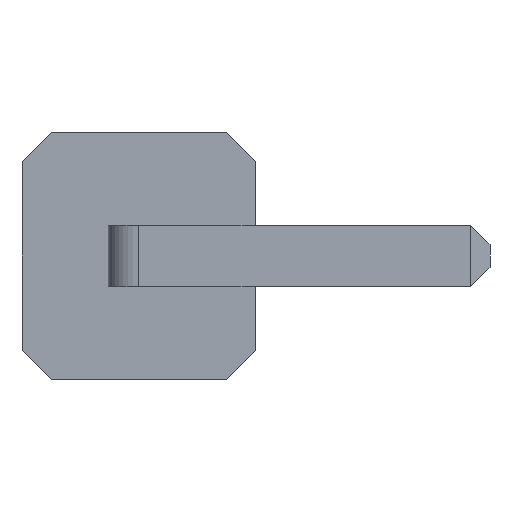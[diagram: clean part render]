
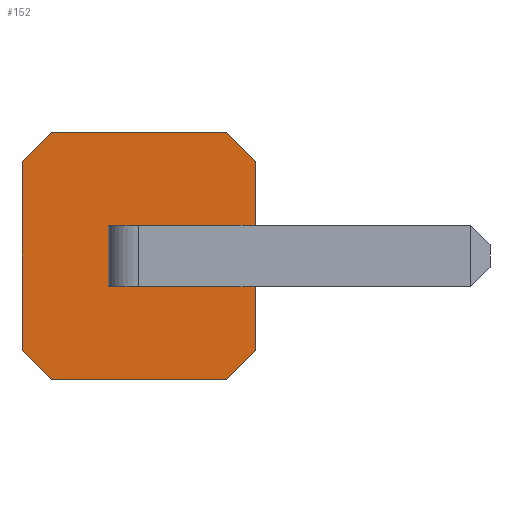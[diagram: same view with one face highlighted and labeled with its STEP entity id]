
A CAD part, left-side view. The second image highlights one B-rep face of the part: STEP entity #152.
In plain terms, the highlighted face is planar.
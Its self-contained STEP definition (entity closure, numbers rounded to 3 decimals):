
#36 = EDGE_CURVE('',#37,#39,#41,.T.);
#37 = VERTEX_POINT('',#38);
#38 = CARTESIAN_POINT('',(-0.9,1.27,0.));
#39 = VERTEX_POINT('',#40);
#40 = CARTESIAN_POINT('',(0.9,1.27,0.));
#41 = SURFACE_CURVE('',#42,(#46,#58),.PCURVE_S1.);
#42 = LINE('',#43,#44);
#43 = CARTESIAN_POINT('',(-1.2,1.27,0.));
#44 = VECTOR('',#45,1.);
#45 = DIRECTION('',(1.,0.,0.));
#46 = PCURVE('',#47,#52);
#47 = PLANE('',#48);
#48 = AXIS2_PLACEMENT_3D('',#49,#50,#51);
#49 = CARTESIAN_POINT('',(-1.2,1.27,0.));
#50 = DIRECTION('',(0.,1.,0.));
#51 = DIRECTION('',(1.,0.,0.));
#52 = DEFINITIONAL_REPRESENTATION('',(#53),#57);
#53 = LINE('',#54,#55);
#54 = CARTESIAN_POINT('',(0.,0.));
#55 = VECTOR('',#56,1.);
#56 = DIRECTION('',(1.,0.));
#57 = ( GEOMETRIC_REPRESENTATION_CONTEXT(2) 
PARAMETRIC_REPRESENTATION_CONTEXT() REPRESENTATION_CONTEXT('2D SPACE',''
  ) );
#58 = PCURVE('',#59,#64);
#59 = PLANE('',#60);
#60 = AXIS2_PLACEMENT_3D('',#61,#62,#63);
#61 = CARTESIAN_POINT('',(-1.2,1.27,0.));
#62 = DIRECTION('',(0.,0.,1.));
#63 = DIRECTION('',(1.,0.,0.));
#64 = DEFINITIONAL_REPRESENTATION('',(#65),#69);
#65 = LINE('',#66,#67);
#66 = CARTESIAN_POINT('',(0.,0.));
#67 = VECTOR('',#68,1.);
#68 = DIRECTION('',(1.,0.));
#69 = ( GEOMETRIC_REPRESENTATION_CONTEXT(2) 
PARAMETRIC_REPRESENTATION_CONTEXT() REPRESENTATION_CONTEXT('2D SPACE',''
  ) );
#87 = PLANE('',#88);
#88 = AXIS2_PLACEMENT_3D('',#89,#90,#91);
#89 = CARTESIAN_POINT('',(-1.05,1.12,0.));
#90 = DIRECTION('',(-0.707,0.707,0.));
#91 = DIRECTION('',(0.,0.,-1.));
#141 = PLANE('',#142);
#142 = AXIS2_PLACEMENT_3D('',#143,#144,#145);
#143 = CARTESIAN_POINT('',(1.05,1.12,0.));
#144 = DIRECTION('',(0.707,0.707,0.)
  );
#145 = DIRECTION('',(0.,0.,1.));
#152 = ADVANCED_FACE('',(#153),#59,.F.);
#153 = FACE_BOUND('',#154,.F.);
#154 = EDGE_LOOP('',(#155,#156,#179,#207,#235,#263,#291,#319));
#155 = ORIENTED_EDGE('',*,*,#36,.F.);
#156 = ORIENTED_EDGE('',*,*,#157,.T.);
#157 = EDGE_CURVE('',#37,#158,#160,.T.);
#158 = VERTEX_POINT('',#159);
#159 = CARTESIAN_POINT('',(-1.2,0.97,0.));
#160 = SURFACE_CURVE('',#161,(#165,#172),.PCURVE_S1.);
#161 = LINE('',#162,#163);
#162 = CARTESIAN_POINT('',(-1.05,1.12,0.));
#163 = VECTOR('',#164,1.);
#164 = DIRECTION('',(-0.707,-0.707,0.
    ));
#165 = PCURVE('',#59,#166);
#166 = DEFINITIONAL_REPRESENTATION('',(#167),#171);
#167 = LINE('',#168,#169);
#168 = CARTESIAN_POINT('',(0.15,-0.15));
#169 = VECTOR('',#170,1.);
#170 = DIRECTION('',(-0.707,-0.707));
#171 = ( GEOMETRIC_REPRESENTATION_CONTEXT(2) 
PARAMETRIC_REPRESENTATION_CONTEXT() REPRESENTATION_CONTEXT('2D SPACE',''
  ) );
#172 = PCURVE('',#87,#173);
#173 = DEFINITIONAL_REPRESENTATION('',(#174),#178);
#174 = LINE('',#175,#176);
#175 = CARTESIAN_POINT('',(0.,0.));
#176 = VECTOR('',#177,1.);
#177 = DIRECTION('',(0.,1.));
#178 = ( GEOMETRIC_REPRESENTATION_CONTEXT(2) 
PARAMETRIC_REPRESENTATION_CONTEXT() REPRESENTATION_CONTEXT('2D SPACE',''
  ) );
#179 = ORIENTED_EDGE('',*,*,#180,.F.);
#180 = EDGE_CURVE('',#181,#158,#183,.T.);
#181 = VERTEX_POINT('',#182);
#182 = CARTESIAN_POINT('',(-1.2,-0.97,0.));
#183 = SURFACE_CURVE('',#184,(#188,#195),.PCURVE_S1.);
#184 = LINE('',#185,#186);
#185 = CARTESIAN_POINT('',(-1.2,-1.27,0.));
#186 = VECTOR('',#187,1.);
#187 = DIRECTION('',(0.,1.,0.));
#188 = PCURVE('',#59,#189);
#189 = DEFINITIONAL_REPRESENTATION('',(#190),#194);
#190 = LINE('',#191,#192);
#191 = CARTESIAN_POINT('',(0.,-2.54));
#192 = VECTOR('',#193,1.);
#193 = DIRECTION('',(0.,1.));
#194 = ( GEOMETRIC_REPRESENTATION_CONTEXT(2) 
PARAMETRIC_REPRESENTATION_CONTEXT() REPRESENTATION_CONTEXT('2D SPACE',''
  ) );
#195 = PCURVE('',#196,#201);
#196 = PLANE('',#197);
#197 = AXIS2_PLACEMENT_3D('',#198,#199,#200);
#198 = CARTESIAN_POINT('',(-1.2,-1.27,0.));
#199 = DIRECTION('',(-1.,0.,0.));
#200 = DIRECTION('',(0.,1.,0.));
#201 = DEFINITIONAL_REPRESENTATION('',(#202),#206);
#202 = LINE('',#203,#204);
#203 = CARTESIAN_POINT('',(0.,0.));
#204 = VECTOR('',#205,1.);
#205 = DIRECTION('',(1.,0.));
#206 = ( GEOMETRIC_REPRESENTATION_CONTEXT(2) 
PARAMETRIC_REPRESENTATION_CONTEXT() REPRESENTATION_CONTEXT('2D SPACE',''
  ) );
#207 = ORIENTED_EDGE('',*,*,#208,.F.);
#208 = EDGE_CURVE('',#209,#181,#211,.T.);
#209 = VERTEX_POINT('',#210);
#210 = CARTESIAN_POINT('',(-0.9,-1.27,0.));
#211 = SURFACE_CURVE('',#212,(#216,#223),.PCURVE_S1.);
#212 = LINE('',#213,#214);
#213 = CARTESIAN_POINT('',(-1.685,-0.485,0.));
#214 = VECTOR('',#215,1.);
#215 = DIRECTION('',(-0.707,0.707,0.)
  );
#216 = PCURVE('',#59,#217);
#217 = DEFINITIONAL_REPRESENTATION('',(#218),#222);
#218 = LINE('',#219,#220);
#219 = CARTESIAN_POINT('',(-0.485,-1.755));
#220 = VECTOR('',#221,1.);
#221 = DIRECTION('',(-0.707,0.707));
#222 = ( GEOMETRIC_REPRESENTATION_CONTEXT(2) 
PARAMETRIC_REPRESENTATION_CONTEXT() REPRESENTATION_CONTEXT('2D SPACE',''
  ) );
#223 = PCURVE('',#224,#229);
#224 = PLANE('',#225);
#225 = AXIS2_PLACEMENT_3D('',#226,#227,#228);
#226 = CARTESIAN_POINT('',(-1.05,-1.12,0.));
#227 = DIRECTION('',(-0.707,-0.707,0.)
  );
#228 = DIRECTION('',(0.,0.,1.));
#229 = DEFINITIONAL_REPRESENTATION('',(#230),#234);
#230 = LINE('',#231,#232);
#231 = CARTESIAN_POINT('',(0.,0.898));
#232 = VECTOR('',#233,1.);
#233 = DIRECTION('',(0.,1.));
#234 = ( GEOMETRIC_REPRESENTATION_CONTEXT(2) 
PARAMETRIC_REPRESENTATION_CONTEXT() REPRESENTATION_CONTEXT('2D SPACE',''
  ) );
#235 = ORIENTED_EDGE('',*,*,#236,.F.);
#236 = EDGE_CURVE('',#237,#209,#239,.T.);
#237 = VERTEX_POINT('',#238);
#238 = CARTESIAN_POINT('',(0.9,-1.27,0.));
#239 = SURFACE_CURVE('',#240,(#244,#251),.PCURVE_S1.);
#240 = LINE('',#241,#242);
#241 = CARTESIAN_POINT('',(1.2,-1.27,0.));
#242 = VECTOR('',#243,1.);
#243 = DIRECTION('',(-1.,0.,0.));
#244 = PCURVE('',#59,#245);
#245 = DEFINITIONAL_REPRESENTATION('',(#246),#250);
#246 = LINE('',#247,#248);
#247 = CARTESIAN_POINT('',(2.4,-2.54));
#248 = VECTOR('',#249,1.);
#249 = DIRECTION('',(-1.,0.));
#250 = ( GEOMETRIC_REPRESENTATION_CONTEXT(2) 
PARAMETRIC_REPRESENTATION_CONTEXT() REPRESENTATION_CONTEXT('2D SPACE',''
  ) );
#251 = PCURVE('',#252,#257);
#252 = PLANE('',#253);
#253 = AXIS2_PLACEMENT_3D('',#254,#255,#256);
#254 = CARTESIAN_POINT('',(1.2,-1.27,0.));
#255 = DIRECTION('',(0.,-1.,0.));
#256 = DIRECTION('',(-1.,0.,0.));
#257 = DEFINITIONAL_REPRESENTATION('',(#258),#262);
#258 = LINE('',#259,#260);
#259 = CARTESIAN_POINT('',(0.,0.));
#260 = VECTOR('',#261,1.);
#261 = DIRECTION('',(1.,0.));
#262 = ( GEOMETRIC_REPRESENTATION_CONTEXT(2) 
PARAMETRIC_REPRESENTATION_CONTEXT() REPRESENTATION_CONTEXT('2D SPACE',''
  ) );
#263 = ORIENTED_EDGE('',*,*,#264,.F.);
#264 = EDGE_CURVE('',#265,#237,#267,.T.);
#265 = VERTEX_POINT('',#266);
#266 = CARTESIAN_POINT('',(1.2,-0.97,0.));
#267 = SURFACE_CURVE('',#268,(#272,#279),.PCURVE_S1.);
#268 = LINE('',#269,#270);
#269 = CARTESIAN_POINT('',(1.085,-1.085,0.));
#270 = VECTOR('',#271,1.);
#271 = DIRECTION('',(-0.707,-0.707,0.
    ));
#272 = PCURVE('',#59,#273);
#273 = DEFINITIONAL_REPRESENTATION('',(#274),#278);
#274 = LINE('',#275,#276);
#275 = CARTESIAN_POINT('',(2.285,-2.355));
#276 = VECTOR('',#277,1.);
#277 = DIRECTION('',(-0.707,-0.707));
#278 = ( GEOMETRIC_REPRESENTATION_CONTEXT(2) 
PARAMETRIC_REPRESENTATION_CONTEXT() REPRESENTATION_CONTEXT('2D SPACE',''
  ) );
#279 = PCURVE('',#280,#285);
#280 = PLANE('',#281);
#281 = AXIS2_PLACEMENT_3D('',#282,#283,#284);
#282 = CARTESIAN_POINT('',(1.05,-1.12,0.));
#283 = DIRECTION('',(0.707,-0.707,0.)
  );
#284 = DIRECTION('',(0.,0.,1.));
#285 = DEFINITIONAL_REPRESENTATION('',(#286),#290);
#286 = LINE('',#287,#288);
#287 = CARTESIAN_POINT('',(0.,-0.049));
#288 = VECTOR('',#289,1.);
#289 = DIRECTION('',(0.,1.));
#290 = ( GEOMETRIC_REPRESENTATION_CONTEXT(2) 
PARAMETRIC_REPRESENTATION_CONTEXT() REPRESENTATION_CONTEXT('2D SPACE',''
  ) );
#291 = ORIENTED_EDGE('',*,*,#292,.F.);
#292 = EDGE_CURVE('',#293,#265,#295,.T.);
#293 = VERTEX_POINT('',#294);
#294 = CARTESIAN_POINT('',(1.2,0.97,0.));
#295 = SURFACE_CURVE('',#296,(#300,#307),.PCURVE_S1.);
#296 = LINE('',#297,#298);
#297 = CARTESIAN_POINT('',(1.2,1.27,0.));
#298 = VECTOR('',#299,1.);
#299 = DIRECTION('',(0.,-1.,0.));
#300 = PCURVE('',#59,#301);
#301 = DEFINITIONAL_REPRESENTATION('',(#302),#306);
#302 = LINE('',#303,#304);
#303 = CARTESIAN_POINT('',(2.4,0.));
#304 = VECTOR('',#305,1.);
#305 = DIRECTION('',(0.,-1.));
#306 = ( GEOMETRIC_REPRESENTATION_CONTEXT(2) 
PARAMETRIC_REPRESENTATION_CONTEXT() REPRESENTATION_CONTEXT('2D SPACE',''
  ) );
#307 = PCURVE('',#308,#313);
#308 = PLANE('',#309);
#309 = AXIS2_PLACEMENT_3D('',#310,#311,#312);
#310 = CARTESIAN_POINT('',(1.2,1.27,0.));
#311 = DIRECTION('',(1.,0.,0.));
#312 = DIRECTION('',(0.,-1.,0.));
#313 = DEFINITIONAL_REPRESENTATION('',(#314),#318);
#314 = LINE('',#315,#316);
#315 = CARTESIAN_POINT('',(0.,0.));
#316 = VECTOR('',#317,1.);
#317 = DIRECTION('',(1.,0.));
#318 = ( GEOMETRIC_REPRESENTATION_CONTEXT(2) 
PARAMETRIC_REPRESENTATION_CONTEXT() REPRESENTATION_CONTEXT('2D SPACE',''
  ) );
#319 = ORIENTED_EDGE('',*,*,#320,.F.);
#320 = EDGE_CURVE('',#39,#293,#321,.T.);
#321 = SURFACE_CURVE('',#322,(#326,#333),.PCURVE_S1.);
#322 = LINE('',#323,#324);
#323 = CARTESIAN_POINT('',(0.45,1.72,0.));
#324 = VECTOR('',#325,1.);
#325 = DIRECTION('',(0.707,-0.707,0.)
  );
#326 = PCURVE('',#59,#327);
#327 = DEFINITIONAL_REPRESENTATION('',(#328),#332);
#328 = LINE('',#329,#330);
#329 = CARTESIAN_POINT('',(1.65,0.45));
#330 = VECTOR('',#331,1.);
#331 = DIRECTION('',(0.707,-0.707));
#332 = ( GEOMETRIC_REPRESENTATION_CONTEXT(2) 
PARAMETRIC_REPRESENTATION_CONTEXT() REPRESENTATION_CONTEXT('2D SPACE',''
  ) );
#333 = PCURVE('',#141,#334);
#334 = DEFINITIONAL_REPRESENTATION('',(#335),#339);
#335 = LINE('',#336,#337);
#336 = CARTESIAN_POINT('',(0.,-0.849));
#337 = VECTOR('',#338,1.);
#338 = DIRECTION('',(0.,1.));
#339 = ( GEOMETRIC_REPRESENTATION_CONTEXT(2) 
PARAMETRIC_REPRESENTATION_CONTEXT() REPRESENTATION_CONTEXT('2D SPACE',''
  ) );
